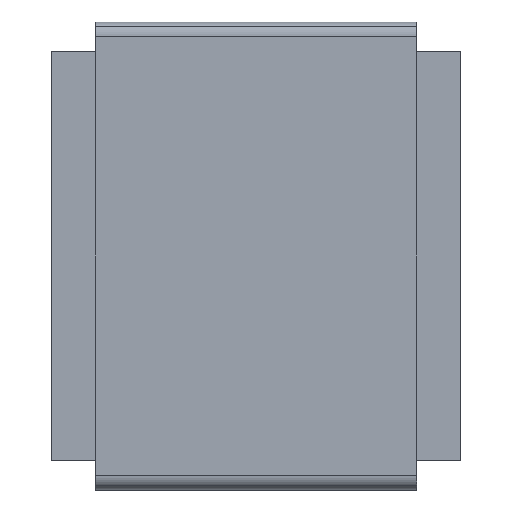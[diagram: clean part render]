
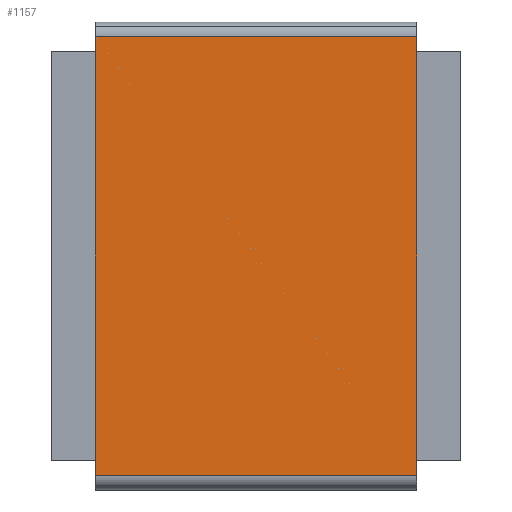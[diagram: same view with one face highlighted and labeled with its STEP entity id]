
A CAD part, left-side view. The second image highlights one B-rep face of the part: STEP entity #1157.
In plain terms, the highlighted planar face has unit normal (-1, 0, 0).
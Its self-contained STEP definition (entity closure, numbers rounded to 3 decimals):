
#991=CARTESIAN_POINT('',(-1.05,-0.55,0.05));
#992=VERTEX_POINT('',#991);
#1000=CARTESIAN_POINT('',(-1.05,0.55,0.05));
#1001=VERTEX_POINT('',#1000);
#1002=CARTESIAN_POINT('',(-1.05,-0.55,0.05));
#1003=DIRECTION('',(0.0,1.0,0.0));
#1004=VECTOR('',#1003,1.1);
#1005=LINE('',#1002,#1004);
#1006=EDGE_CURVE('',#992,#1001,#1005,.T.);
#1066=CARTESIAN_POINT('',(-1.05,0.55,1.55));
#1067=VERTEX_POINT('',#1066);
#1075=CARTESIAN_POINT('',(-1.05,-0.55,1.55));
#1076=VERTEX_POINT('',#1075);
#1077=CARTESIAN_POINT('',(-1.05,0.55,1.55));
#1078=DIRECTION('',(0.0,-1.0,0.0));
#1079=VECTOR('',#1078,1.1);
#1080=LINE('',#1077,#1079);
#1081=EDGE_CURVE('',#1067,#1076,#1080,.T.);
#1099=CARTESIAN_POINT('',(-1.05,-0.55,0.05));
#1100=DIRECTION('',(0.0,0.0,1.0));
#1101=VECTOR('',#1100,1.5);
#1102=LINE('',#1099,#1101);
#1103=EDGE_CURVE('',#992,#1076,#1102,.T.);
#1141=CARTESIAN_POINT('',(-1.05,-0.55,0.0));
#1142=DIRECTION('',(-1.0,0.0,0.0));
#1143=DIRECTION('',(0.0,0.0,1.0));
#1144=AXIS2_PLACEMENT_3D('',#1141,#1142,#1143);
#1145=PLANE('',#1144);
#1146=ORIENTED_EDGE('',*,*,#1081,.F.);
#1147=CARTESIAN_POINT('',(-1.05,0.55,0.05));
#1148=DIRECTION('',(0.0,0.0,1.0));
#1149=VECTOR('',#1148,1.5);
#1150=LINE('',#1147,#1149);
#1151=EDGE_CURVE('',#1001,#1067,#1150,.T.);
#1152=ORIENTED_EDGE('',*,*,#1151,.F.);
#1153=ORIENTED_EDGE('',*,*,#1006,.F.);
#1154=ORIENTED_EDGE('',*,*,#1103,.T.);
#1155=EDGE_LOOP('',(#1146,#1152,#1153,#1154));
#1156=FACE_OUTER_BOUND('',#1155,.T.);
#1157=ADVANCED_FACE('',(#1156),#1145,.T.);
